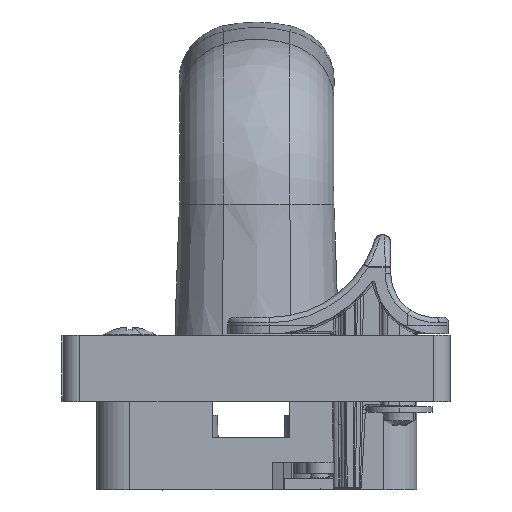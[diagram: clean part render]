
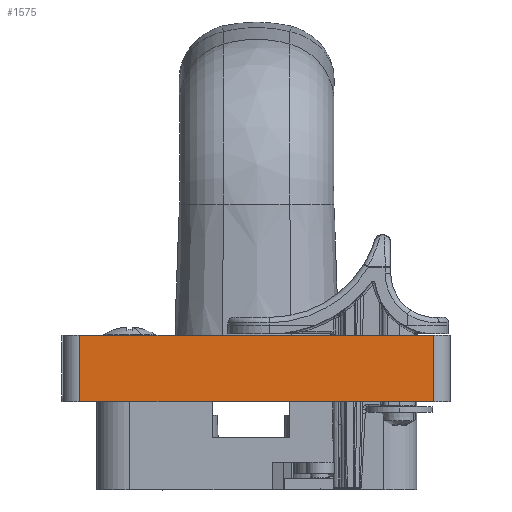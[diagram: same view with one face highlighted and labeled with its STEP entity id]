
A CAD part, left-side view. The second image highlights one B-rep face of the part: STEP entity #1575.
In plain terms, the highlighted planar face has unit normal (-1, 0, 0).
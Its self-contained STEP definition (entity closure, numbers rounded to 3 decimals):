
#280=DIRECTION('',(0.,0.,-1.));
#281=VECTOR('',#280,12.);
#282=CARTESIAN_POINT('',(-200.,-32.,12.));
#283=LINE('',#282,#281);
#287=DIRECTION('',(0.,-1.,0.));
#288=VECTOR('',#287,64.);
#289=CARTESIAN_POINT('',(-200.,32.,0.));
#290=LINE('',#289,#288);
#301=DIRECTION('',(0.,0.,1.));
#302=VECTOR('',#301,12.);
#303=CARTESIAN_POINT('',(-200.,32.,0.));
#304=LINE('',#303,#302);
#360=DIRECTION('',(0.,-1.,0.));
#361=VECTOR('',#360,64.);
#362=CARTESIAN_POINT('',(-200.,32.,12.));
#363=LINE('',#362,#361);
#1166=CARTESIAN_POINT('',(-200.,32.,0.));
#1167=VERTEX_POINT('',#1166);
#1168=CARTESIAN_POINT('',(-200.,32.,12.));
#1169=VERTEX_POINT('',#1168);
#1170=CARTESIAN_POINT('',(-200.,-32.,12.));
#1171=CARTESIAN_POINT('',(-200.,-32.,0.));
#1172=VERTEX_POINT('',#1170);
#1173=VERTEX_POINT('',#1171);
#1562=CARTESIAN_POINT('',(-200.,-35.,12.));
#1563=DIRECTION('',(1.,0.,0.));
#1564=DIRECTION('',(0.,-1.,0.));
#1565=AXIS2_PLACEMENT_3D('',#1562,#1563,#1564);
#1566=PLANE('',#1565);
#1567=ORIENTED_EDGE('',*,*,#1548,.T.);
#1568=ORIENTED_EDGE('',*,*,#1403,.F.);
#1570=ORIENTED_EDGE('',*,*,#1569,.T.);
#1572=ORIENTED_EDGE('',*,*,#1571,.T.);
#1573=EDGE_LOOP('',(#1567,#1568,#1570,#1572));
#1574=FACE_OUTER_BOUND('',#1573,.F.);
#1403=EDGE_CURVE('',#1167,#1173,#290,.T.);
#1548=EDGE_CURVE('',#1172,#1173,#283,.T.);
#1569=EDGE_CURVE('',#1167,#1169,#304,.T.);
#1571=EDGE_CURVE('',#1169,#1172,#363,.T.);
#1575=ADVANCED_FACE('',(#1574),#1566,.F.);
